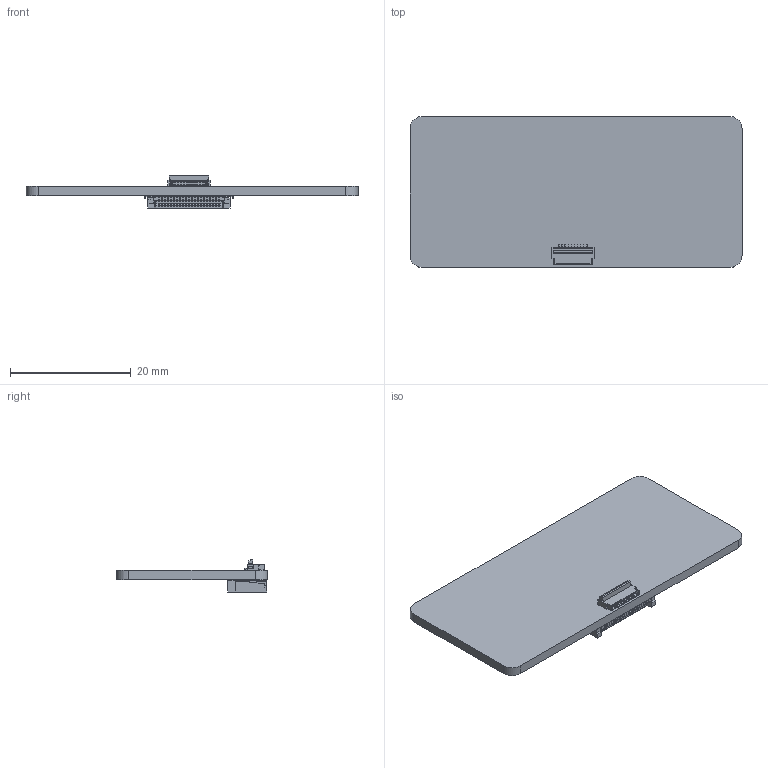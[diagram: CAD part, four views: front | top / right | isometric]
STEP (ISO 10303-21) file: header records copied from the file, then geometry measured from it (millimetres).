
FILE_DESCRIPTION(('Open CASCADE Model'),'2;1');
FILE_NAME('Open CASCADE Shape Model','2023-09-18T10:45:29',('Author'),( 'Open CASCADE'),'Open CASCADE STEP processor 7.5','Open CASCADE 7.5' ,'Unknown');
FILE_SCHEMA(('AUTOMOTIVE_DESIGN { 1 0 10303 214 1 1 1 1 }'));
Length unit declared in the file: millimetre
Products named in the file (12): PCB; Board; Open CASCADE STEP translator 7.5 3.1.1; J2; xf3m_1_-1015-1b; J3; FFC2B28-10-G; FFC2B28_SP; FFC2B28-10-G_C; FFC2B28-G_P; FFC2B28-10-G_H; FFC2B28-10-G_D
Assembly tree (21 placements, depth 4):
  PCB
    Board
      Open CASCADE STEP translator 7.5 3.1.1
    J2
      xf3m_1_-1015-1b
    J3
      FFC2B28-10-G
        FFC2B28_SP  x2
        FFC2B28-10-G_C
        FFC2B28-G_P  x10
        FFC2B28-10-G_H
        FFC2B28-10-G_D
Bounding box: 55 x 25 x 5.31 mm (x, y, z)
Volume: 2305.8 mm3; surface area: 3625 mm2
Topology: 16 solids, 16 shells, 1760 faces, 4976 edges, 3247 vertices
Faces by surface type: plane 1619, cylinder 141
Entity records: 45745 total; most frequent: CARTESIAN_POINT 7867, ORIENTED_EDGE 7834, DIRECTION 6851, EDGE_CURVE 3917, LINE 3801, VECTOR 3801, VERTEX_POINT 2540, AXIS2_PLACEMENT_3D 1525
